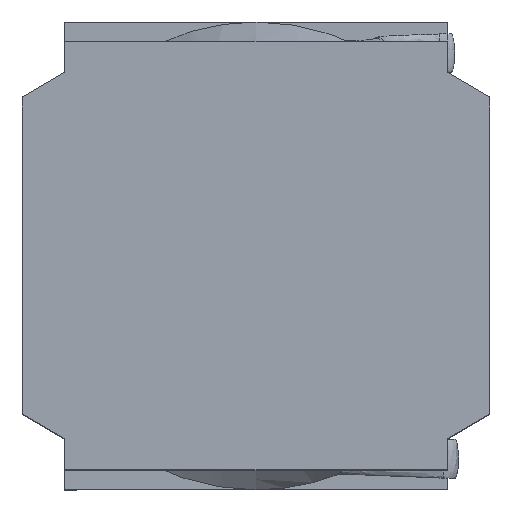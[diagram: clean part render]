
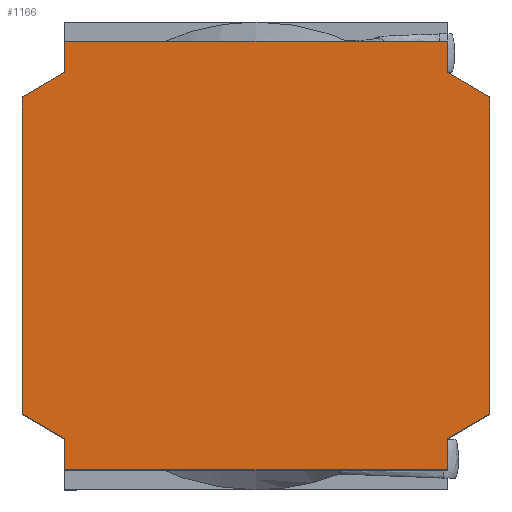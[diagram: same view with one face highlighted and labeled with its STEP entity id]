
A CAD part, top view. The second image highlights one B-rep face of the part: STEP entity #1166.
In plain terms, the highlighted planar face has unit normal (0, 0, 1).
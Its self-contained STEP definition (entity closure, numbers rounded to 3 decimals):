
#109=LINE('',#4153,#211);
#110=LINE('',#4155,#212);
#111=LINE('',#4157,#213);
#112=LINE('',#4159,#214);
#113=LINE('',#4161,#215);
#114=LINE('',#4163,#216);
#115=LINE('',#4165,#217);
#116=LINE('',#4167,#218);
#117=LINE('',#4169,#219);
#118=LINE('',#4171,#220);
#119=LINE('',#4173,#221);
#120=LINE('',#4174,#222);
#211=VECTOR('',#1384,1000.);
#212=VECTOR('',#1385,1000.);
#213=VECTOR('',#1386,1000.);
#214=VECTOR('',#1387,1000.);
#215=VECTOR('',#1388,1000.);
#216=VECTOR('',#1389,1000.);
#217=VECTOR('',#1390,1000.);
#218=VECTOR('',#1391,1000.);
#219=VECTOR('',#1392,1000.);
#220=VECTOR('',#1393,1000.);
#221=VECTOR('',#1394,1000.);
#222=VECTOR('',#1395,1000.);
#265=PLANE('',#1225);
#325=FACE_OUTER_BOUND('',#386,.T.);
#386=EDGE_LOOP('',(#1010,#1011,#1012,#1013,#1014,#1015,#1016,#1017,#1018,
#1019,#1020,#1021));
#559=VERTEX_POINT('',#4151);
#560=VERTEX_POINT('',#4152);
#561=VERTEX_POINT('',#4154);
#562=VERTEX_POINT('',#4156);
#563=VERTEX_POINT('',#4158);
#564=VERTEX_POINT('',#4160);
#565=VERTEX_POINT('',#4162);
#566=VERTEX_POINT('',#4164);
#567=VERTEX_POINT('',#4166);
#568=VERTEX_POINT('',#4168);
#569=VERTEX_POINT('',#4170);
#570=VERTEX_POINT('',#4172);
#714=EDGE_CURVE('',#559,#560,#109,.T.);
#715=EDGE_CURVE('',#561,#559,#110,.T.);
#716=EDGE_CURVE('',#562,#561,#111,.T.);
#717=EDGE_CURVE('',#563,#562,#112,.T.);
#718=EDGE_CURVE('',#564,#563,#113,.T.);
#719=EDGE_CURVE('',#565,#564,#114,.T.);
#720=EDGE_CURVE('',#566,#565,#115,.T.);
#721=EDGE_CURVE('',#567,#566,#116,.T.);
#722=EDGE_CURVE('',#568,#567,#117,.T.);
#723=EDGE_CURVE('',#569,#568,#118,.T.);
#724=EDGE_CURVE('',#570,#569,#119,.T.);
#725=EDGE_CURVE('',#560,#570,#120,.T.);
#1010=ORIENTED_EDGE('',*,*,#714,.F.);
#1011=ORIENTED_EDGE('',*,*,#715,.F.);
#1012=ORIENTED_EDGE('',*,*,#716,.F.);
#1013=ORIENTED_EDGE('',*,*,#717,.F.);
#1014=ORIENTED_EDGE('',*,*,#718,.F.);
#1015=ORIENTED_EDGE('',*,*,#719,.F.);
#1016=ORIENTED_EDGE('',*,*,#720,.F.);
#1017=ORIENTED_EDGE('',*,*,#721,.F.);
#1018=ORIENTED_EDGE('',*,*,#722,.F.);
#1019=ORIENTED_EDGE('',*,*,#723,.F.);
#1020=ORIENTED_EDGE('',*,*,#724,.F.);
#1021=ORIENTED_EDGE('',*,*,#725,.F.);
#1166=ADVANCED_FACE('',(#325),#265,.F.);
#1225=AXIS2_PLACEMENT_3D('',#4150,#1382,#1383);
#1382=DIRECTION('center_axis',(0.,0.,-1.));
#1383=DIRECTION('ref_axis',(-1.,0.,0.));
#1384=DIRECTION('',(-0.866,0.5,0.));
#1385=DIRECTION('',(0.,1.,0.));
#1386=DIRECTION('',(-1.,0.,0.));
#1387=DIRECTION('',(0.,-1.,0.));
#1388=DIRECTION('',(-0.866,-0.5,0.));
#1389=DIRECTION('',(0.,-1.,0.));
#1390=DIRECTION('',(0.866,-0.5,0.));
#1391=DIRECTION('',(0.,-1.,0.));
#1392=DIRECTION('',(1.,0.,0.));
#1393=DIRECTION('',(0.,1.,0.));
#1394=DIRECTION('',(0.866,0.5,0.));
#1395=DIRECTION('',(0.,1.,0.));
#4150=CARTESIAN_POINT('Origin',(0.,0.,4.5));
#4151=CARTESIAN_POINT('',(-2.45,-2.35,4.5));
#4152=CARTESIAN_POINT('',(-3.,-2.032,4.5));
#4153=CARTESIAN_POINT('',(-2.45,-2.35,4.5));
#4154=CARTESIAN_POINT('',(-2.45,-2.75,4.5));
#4155=CARTESIAN_POINT('',(-2.45,-2.35,4.5));
#4156=CARTESIAN_POINT('',(2.45,-2.75,4.5));
#4157=CARTESIAN_POINT('',(-2.45,-2.75,4.5));
#4158=CARTESIAN_POINT('',(2.45,-2.35,4.5));
#4159=CARTESIAN_POINT('',(2.45,-2.35,4.5));
#4160=CARTESIAN_POINT('',(3.,-2.032,4.5));
#4161=CARTESIAN_POINT('',(2.45,-2.35,4.5));
#4162=CARTESIAN_POINT('',(3.,2.032,4.5));
#4163=CARTESIAN_POINT('',(3.,-2.032,4.5));
#4164=CARTESIAN_POINT('',(2.45,2.35,4.5));
#4165=CARTESIAN_POINT('',(2.45,2.35,4.5));
#4166=CARTESIAN_POINT('',(2.45,2.75,4.5));
#4167=CARTESIAN_POINT('',(2.45,2.35,4.5));
#4168=CARTESIAN_POINT('',(-2.45,2.75,4.5));
#4169=CARTESIAN_POINT('',(-2.45,2.75,4.5));
#4170=CARTESIAN_POINT('',(-2.45,2.35,4.5));
#4171=CARTESIAN_POINT('',(-2.45,2.35,4.5));
#4172=CARTESIAN_POINT('',(-3.,2.032,4.5));
#4173=CARTESIAN_POINT('',(-2.45,2.35,4.5));
#4174=CARTESIAN_POINT('',(-3.,-2.032,4.5));
